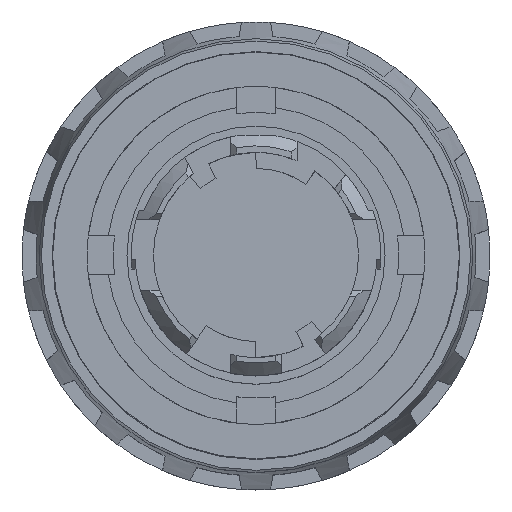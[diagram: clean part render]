
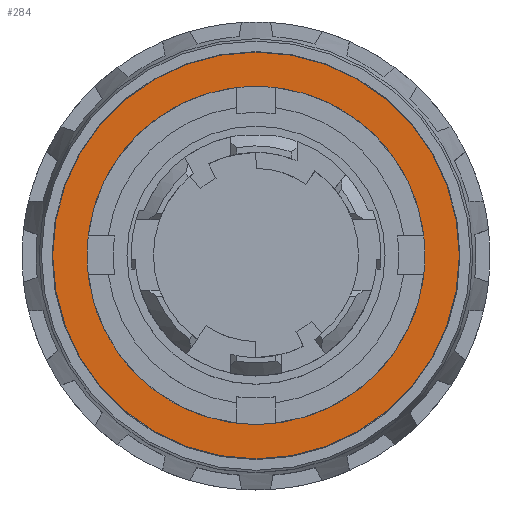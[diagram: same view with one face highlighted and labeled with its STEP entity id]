
A CAD part, top view. The second image highlights one B-rep face of the part: STEP entity #284.
In plain terms, the highlighted planar face has unit normal (0, 0, 1).
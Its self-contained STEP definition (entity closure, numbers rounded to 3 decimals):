
#284 = ADVANCED_FACE( '', ( #765, #766 ), #767, .T. );
#765 = FACE_BOUND( '', #1459, .T. );
#766 = FACE_OUTER_BOUND( '', #1460, .T. );
#767 = PLANE( '', #1461 );
#1459 = EDGE_LOOP( '', ( #2264 ) );
#1460 = EDGE_LOOP( '', ( #2265 ) );
#1461 = AXIS2_PLACEMENT_3D( '', #2266, #2267, #2268 );
#2264 = ORIENTED_EDGE( '', *, *, #4309, .T. );
#2265 = ORIENTED_EDGE( '', *, *, #4310, .T. );
#2266 = CARTESIAN_POINT( '', ( 0., 0., 0. ) );
#2267 = DIRECTION( '', ( 0., 0., 1. ) );
#2268 = DIRECTION( '', ( 0., 1., 0. ) );
#4309 = EDGE_CURVE( '', #5234, #5234, #5235, .F. );
#4310 = EDGE_CURVE( '', #5236, #5236, #5237, .T. );
#5234 = VERTEX_POINT( '', #6537 );
#5235 = CIRCLE( '', #6538, 13.9 );
#5236 = VERTEX_POINT( '', #6539 );
#5237 = CIRCLE( '', #6540, 17.34 );
#6537 = CARTESIAN_POINT( '', ( 0., -13.9, 0. ) );
#6538 = AXIS2_PLACEMENT_3D( '', #8052, #8053, #8054 );
#6539 = CARTESIAN_POINT( '', ( -17.34, 0., 0. ) );
#6540 = AXIS2_PLACEMENT_3D( '', #8055, #8056, #8057 );
#8052 = CARTESIAN_POINT( '', ( 0., 0., 0. ) );
#8053 = DIRECTION( '', ( 0., 0., 1. ) );
#8054 = DIRECTION( '', ( 0., -1., 0. ) );
#8055 = CARTESIAN_POINT( '', ( 0., 0., 0. ) );
#8056 = DIRECTION( '', ( 0., 0., 1. ) );
#8057 = DIRECTION( '', ( -1., 0., 0. ) );
